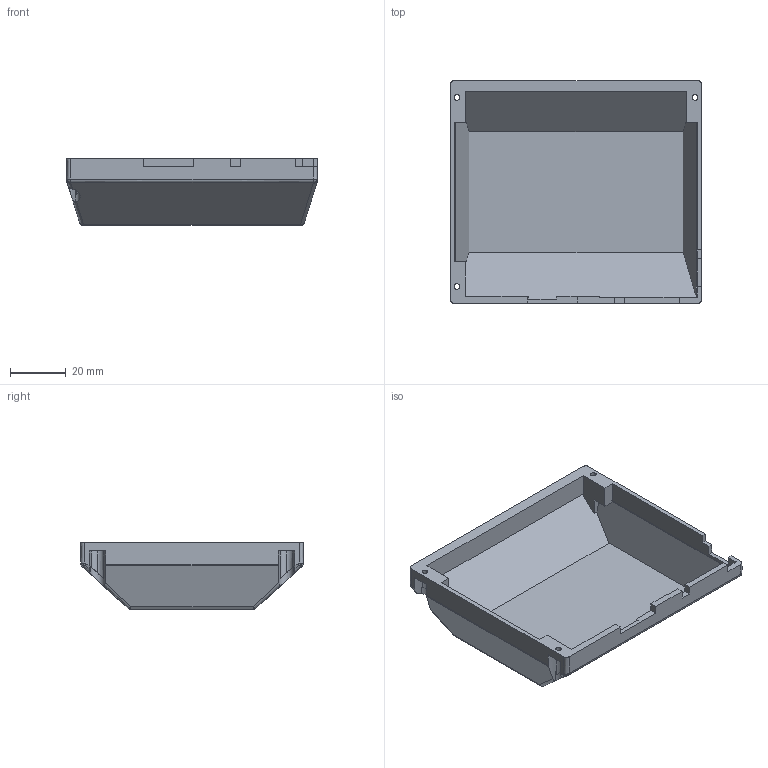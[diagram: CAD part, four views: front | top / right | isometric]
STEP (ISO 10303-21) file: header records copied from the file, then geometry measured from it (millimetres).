
FILE_DESCRIPTION (( 'STEP AP214' ), '1' );
FILE_NAME ('down-cap.STEP', '2025-09-25T13:54:50', ( '' ), ( '' ), 'SwSTEP 2.0', 'SolidWorks 2025', '' );
FILE_SCHEMA (( 'AUTOMOTIVE_DESIGN' ));
Length unit declared in the file: millimetre
Products named in the file (1): down-cap
Bounding box: 90 x 80 x 24 mm (x, y, z)
Volume: 24654.9 mm3; surface area: 24434.5 mm2
Topology: 1 solids, 1 shells, 138 faces, 384 edges, 244 vertices
Faces by surface type: plane 67, bspline 50, cylinder 21
Entity records: 7597 total; most frequent: CARTESIAN_POINT 4588, ORIENTED_EDGE 760, DIRECTION 400, EDGE_CURVE 380, VERTEX_POINT 244, LINE 176, VECTOR 176, B_SPLINE_CURVE_WITH_KNOTS 147
